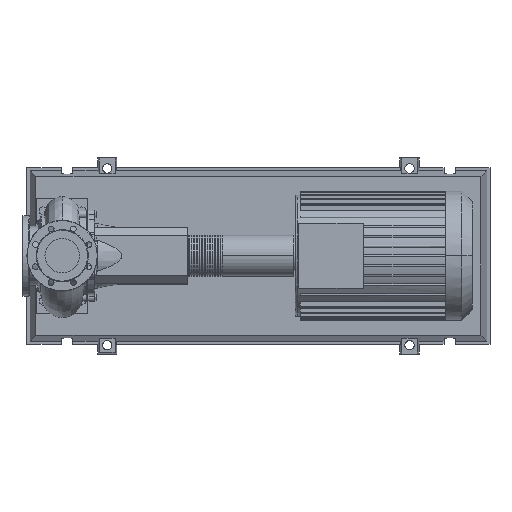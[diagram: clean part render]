
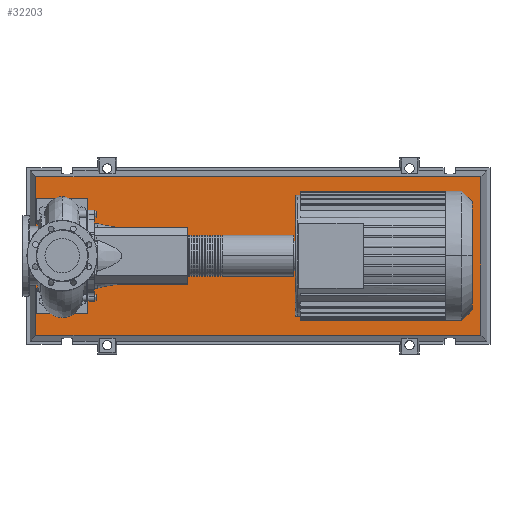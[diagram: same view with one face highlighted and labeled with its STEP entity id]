
A CAD part, top view. The second image highlights one B-rep face of the part: STEP entity #32203.
In plain terms, the highlighted planar face has unit normal (0, 0, 1).
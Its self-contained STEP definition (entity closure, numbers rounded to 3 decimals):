
#28370=CARTESIAN_POINT('',(1301.732,-246.732,103.0));
#28371=VERTEX_POINT('',#28370);
#28378=CARTESIAN_POINT('',(-81.732,-246.732,103.0));
#28379=VERTEX_POINT('',#28378);
#28380=CARTESIAN_POINT('',(1301.732,-246.732,103.0));
#28381=DIRECTION('',(-1.0,0.0,0.0));
#28382=VECTOR('',#28381,1383.465);
#28383=LINE('',#28380,#28382);
#28384=EDGE_CURVE('',#28371,#28379,#28383,.T.);
#32116=CARTESIAN_POINT('',(1301.732,246.732,103.0));
#32117=VERTEX_POINT('',#32116);
#32118=CARTESIAN_POINT('',(1301.732,246.732,103.0));
#32119=DIRECTION('',(0.0,-1.0,0.0));
#32120=VECTOR('',#32119,493.465);
#32121=LINE('',#32118,#32120);
#32122=EDGE_CURVE('',#32117,#28371,#32121,.T.);
#32140=CARTESIAN_POINT('',(-81.732,246.732,103.0));
#32141=VERTEX_POINT('',#32140);
#32142=CARTESIAN_POINT('',(-81.732,-246.732,103.0));
#32143=DIRECTION('',(0.0,1.0,0.0));
#32144=VECTOR('',#32143,493.465);
#32145=LINE('',#32142,#32144);
#32146=EDGE_CURVE('',#28379,#32141,#32145,.T.);
#32179=CARTESIAN_POINT('',(-81.732,246.732,103.0));
#32180=DIRECTION('',(1.0,0.0,0.0));
#32181=VECTOR('',#32180,1383.465);
#32182=LINE('',#32179,#32181);
#32183=EDGE_CURVE('',#32141,#32117,#32182,.T.);
#32192=CARTESIAN_POINT('',(610.,0.0,103.0));
#32193=DIRECTION('',(0.0,0.0,1.0));
#32194=DIRECTION('',(1.0,0.0,0.0));
#32195=AXIS2_PLACEMENT_3D('',#32192,#32193,#32194);
#32196=PLANE('',#32195);
#32197=ORIENTED_EDGE('',*,*,#32122,.F.);
#32198=ORIENTED_EDGE('',*,*,#32183,.F.);
#32199=ORIENTED_EDGE('',*,*,#32146,.F.);
#32200=ORIENTED_EDGE('',*,*,#28384,.F.);
#32201=EDGE_LOOP('',(#32197,#32198,#32199,#32200));
#32202=FACE_OUTER_BOUND('',#32201,.T.);
#32203=ADVANCED_FACE('',(#32202),#32196,.T.);
